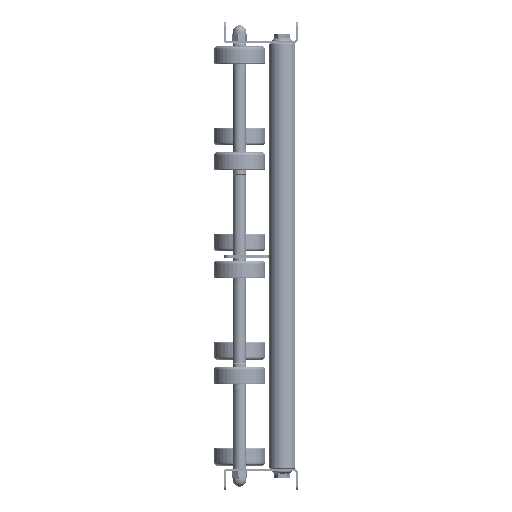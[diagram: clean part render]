
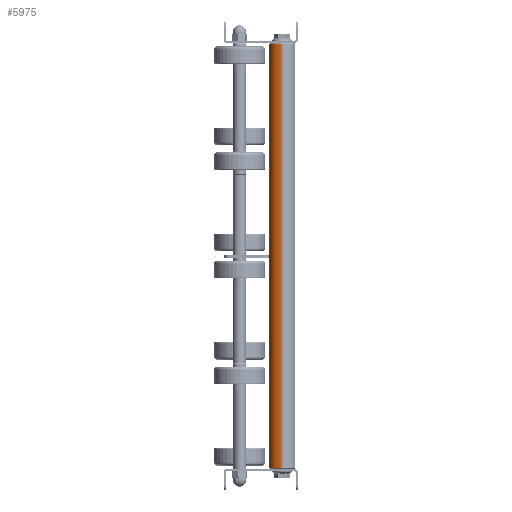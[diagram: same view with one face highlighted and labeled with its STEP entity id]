
A CAD part, left-side view. The second image highlights one B-rep face of the part: STEP entity #5975.
In plain terms, the highlighted cylindrical face has radius 12.5 mm (diameter 25 mm), a partial arc.
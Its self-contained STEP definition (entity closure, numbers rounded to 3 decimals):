
#16 = VERTEX_POINT ( 'NONE', #1418 ) ;
#1217 = DIRECTION ( 'NONE',  ( -1., 0., 0. ) ) ;
#1218 = VECTOR ( 'NONE', #17088, 1000. ) ;
#1418 = CARTESIAN_POINT ( 'NONE',  ( 399., 0., -12.5 ) ) ;
#1843 = AXIS2_PLACEMENT_3D ( 'NONE', #19771, #12648, #19889 ) ;
#2595 = CARTESIAN_POINT ( 'NONE',  ( 399., 0., 12.5 ) ) ;
#2634 = DIRECTION ( 'NONE',  ( 0., 0., 1. ) ) ;
#2889 = LINE ( 'NONE', #4296, #1218 ) ;
#3292 = EDGE_CURVE ( 'NONE', #16, #13067, #2889, .T. ) ;
#3769 = AXIS2_PLACEMENT_3D ( 'NONE', #17172, #1217, #15550 ) ;
#4296 = CARTESIAN_POINT ( 'NONE',  ( 400., 0., -12.5 ) ) ;
#4499 = ORIENTED_EDGE ( 'NONE', *, *, #9569, .F. ) ;
#5975 = ADVANCED_FACE ( 'NONE', ( #11713 ), #13459, .T. ) ;
#7175 = VECTOR ( 'NONE', #9221, 1000. ) ;
#7459 = EDGE_CURVE ( 'NONE', #19653, #16, #10798, .T. ) ;
#8534 = ORIENTED_EDGE ( 'NONE', *, *, #12708, .T. ) ;
#9221 = DIRECTION ( 'NONE',  ( -1., 0., 0. ) ) ;
#9569 = EDGE_CURVE ( 'NONE', #19653, #11376, #13884, .T. ) ;
#9882 = CARTESIAN_POINT ( 'NONE',  ( 1., 0., 12.5 ) ) ;
#10798 = CIRCLE ( 'NONE', #3769, 12.5 ) ;
#11376 = VERTEX_POINT ( 'NONE', #9882 ) ;
#11713 = FACE_OUTER_BOUND ( 'NONE', #13988, .T. ) ;
#12253 = CIRCLE ( 'NONE', #1843, 12.5 ) ;
#12648 = DIRECTION ( 'NONE',  ( 1., 0., 0. ) ) ;
#12708 = EDGE_CURVE ( 'NONE', #13067, #11376, #12253, .T. ) ;
#12722 = ORIENTED_EDGE ( 'NONE', *, *, #3292, .T. ) ;
#13067 = VERTEX_POINT ( 'NONE', #20926 ) ;
#13459 = CYLINDRICAL_SURFACE ( 'NONE', #18503, 12.5 ) ;
#13884 = LINE ( 'NONE', #14472, #7175 ) ;
#13988 = EDGE_LOOP ( 'NONE', ( #14882, #12722, #8534, #4499 ) ) ;
#14472 = CARTESIAN_POINT ( 'NONE',  ( 400., 0., 12.5 ) ) ;
#14882 = ORIENTED_EDGE ( 'NONE', *, *, #7459, .T. ) ;
#15240 = CARTESIAN_POINT ( 'NONE',  ( 400., 0., 0. ) ) ;
#15550 = DIRECTION ( 'NONE',  ( 0., 0., -1. ) ) ;
#16861 = DIRECTION ( 'NONE',  ( -1., 0., 0. ) ) ;
#17088 = DIRECTION ( 'NONE',  ( -1., 0., 0. ) ) ;
#17172 = CARTESIAN_POINT ( 'NONE',  ( 399., 0., 0. ) ) ;
#18503 = AXIS2_PLACEMENT_3D ( 'NONE', #15240, #16861, #2634 ) ;
#19653 = VERTEX_POINT ( 'NONE', #2595 ) ;
#19771 = CARTESIAN_POINT ( 'NONE',  ( 1., 0., 0. ) ) ;
#19889 = DIRECTION ( 'NONE',  ( 0., 0., -1. ) ) ;
#20926 = CARTESIAN_POINT ( 'NONE',  ( 1., 0., -12.5 ) ) ;
